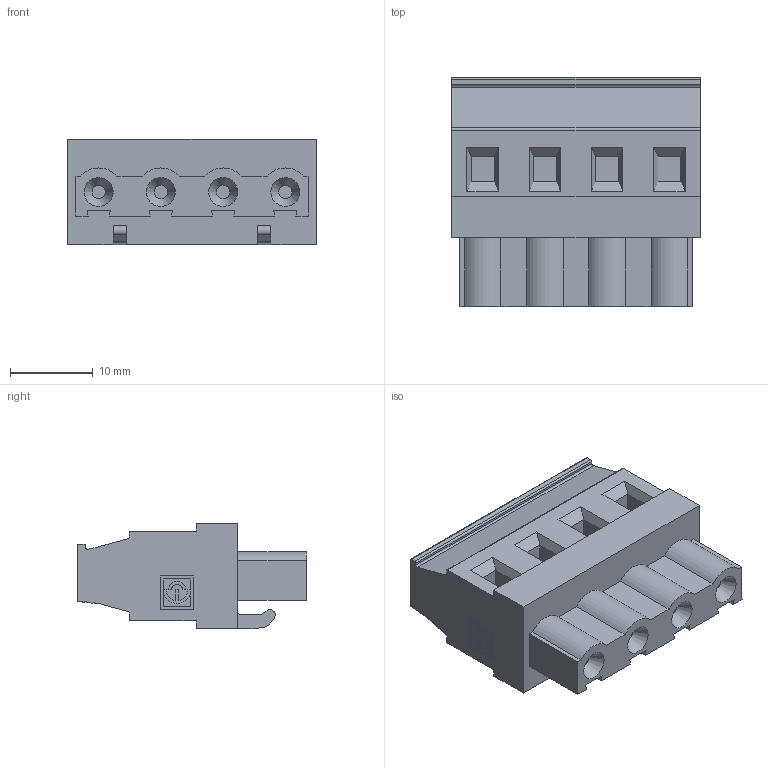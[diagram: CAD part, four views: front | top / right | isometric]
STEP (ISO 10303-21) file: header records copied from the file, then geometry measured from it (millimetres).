
FILE_DESCRIPTION(('STEP AP214'),'1');
FILE_NAME('SV04-7,5-P.stp','2021-01-27T10:38:52',(' '),(' '),'Spatial InterOp 3D',' ',' ');
FILE_SCHEMA(('AUTOMOTIVE_DESIGN { 1 0 10303 214 1 1 1 1 }'));
Length unit declared in the file: metre
Products named in the file (1): 1611749923
Bounding box: 30 x 27.6 x 12.7 mm (x, y, z)
Volume: 6599.9 mm3; surface area: 3594.1 mm2
Topology: 1 solids, 1 shells, 190 faces, 485 edges, 322 vertices
Faces by surface type: plane 135, cylinder 50, cone 4, extrusion 1
Full cylindrical faces by diameter (mm): 1.6 x4, 3.97 x4
Entity records: 7137 total; most frequent: CARTESIAN_POINT 988, DIRECTION 948, ORIENTED_EDGE 930, EDGE_CURVE 465, VECTOR 360, LINE 359, VERTEX_POINT 314, AXIS2_PLACEMENT_3D 294
